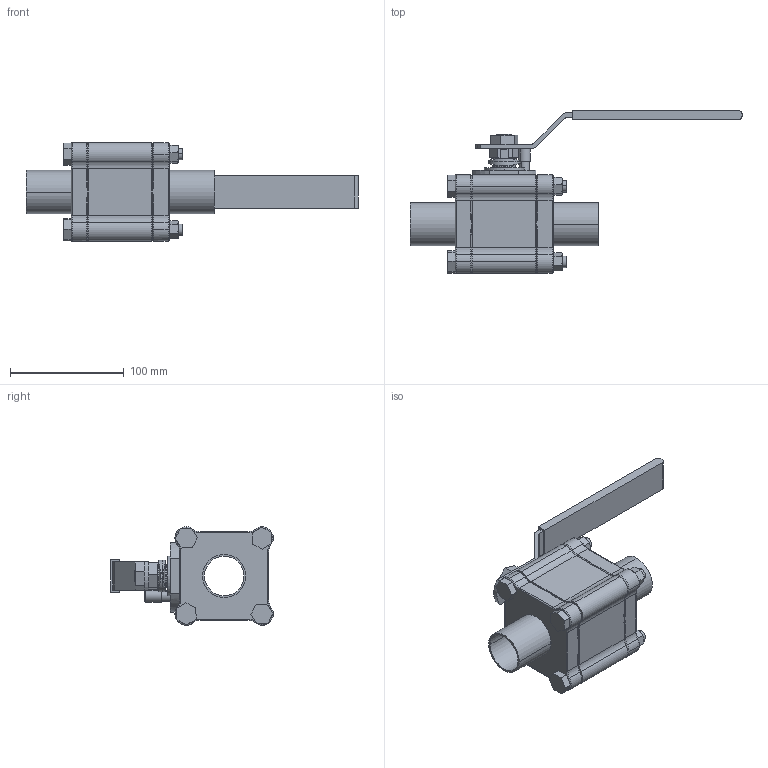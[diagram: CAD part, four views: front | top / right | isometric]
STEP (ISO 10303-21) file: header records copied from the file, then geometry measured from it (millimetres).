
FILE_DESCRIPTION (( 'STEP AP203' ), '1' );
FILE_NAME ('9020-150-TE.STEP', '2017-05-03T13:24:34', ( '' ), ( '' ), 'SwSTEP 2.0', 'SolidWorks 2014', '' );
FILE_SCHEMA (( 'CONFIG_CONTROL_DESIGN' ));
Length unit declared in the file: inch
Products named in the file (1): 9020-150-TE
Bounding box: 292.16 x 143.2 x 86.6 mm (x, y, z)
Volume: 443245.9 mm3; surface area: 173079.8 mm2
Topology: 24 solids, 24 shells, 707 faces, 1755 edges, 1104 vertices
Faces by surface type: cylinder 255, plane 210, bspline 112, cone 69, torus 56, sphere 5
Entity records: 27979 total; most frequent: CARTESIAN_POINT 12243, ORIENTED_EDGE 3468, DIRECTION 3007, EDGE_CURVE 1734, AXIS2_PLACEMENT_3D 1194, VERTEX_POINT 1101, EDGE_LOOP 793, ADVANCED_FACE 707
